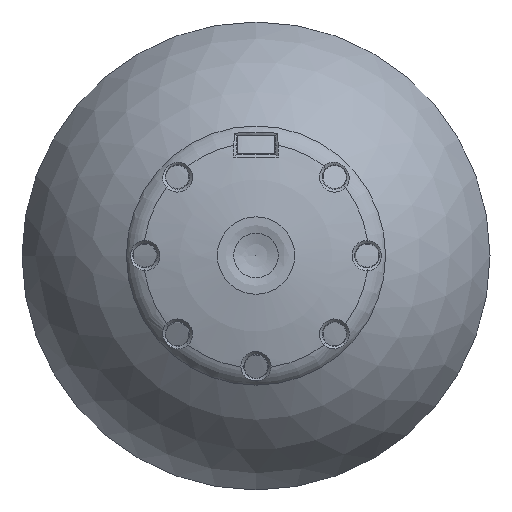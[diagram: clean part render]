
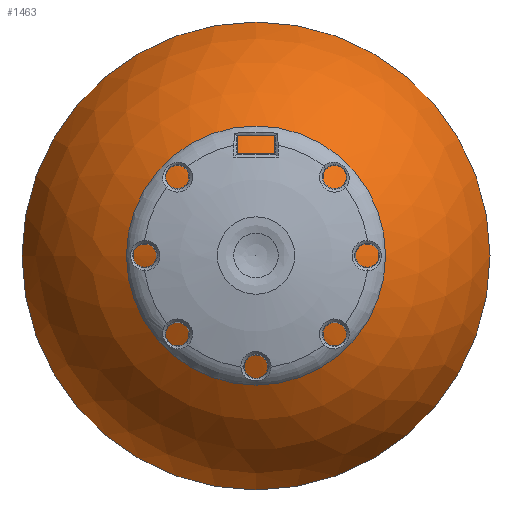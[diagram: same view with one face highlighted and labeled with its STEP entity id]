
A CAD part, top view. The second image highlights one B-rep face of the part: STEP entity #1463.
In plain terms, the highlighted spherical face has radius 13.217 mm.
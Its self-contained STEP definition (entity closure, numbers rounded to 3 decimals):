
#37=SPHERICAL_SURFACE('',#1628,13.217);
#266=FACE_OUTER_BOUND('',#358,.T.);
#358=EDGE_LOOP('',(#1351,#1352,#1353,#1354,#1355));
#438=CIRCLE('',#1613,12.63);
#443=CIRCLE('',#1626,4.85);
#444=CIRCLE('',#1627,4.85);
#445=CIRCLE('',#1629,13.217);
#665=VERTEX_POINT('',#4654);
#668=VERTEX_POINT('',#4670);
#669=VERTEX_POINT('',#4672);
#891=EDGE_CURVE('',#665,#665,#438,.T.);
#897=EDGE_CURVE('',#669,#668,#443,.T.);
#898=EDGE_CURVE('',#668,#669,#444,.T.);
#899=EDGE_CURVE('',#669,#665,#445,.T.);
#1351=ORIENTED_EDGE('',*,*,#897,.T.);
#1352=ORIENTED_EDGE('',*,*,#898,.T.);
#1353=ORIENTED_EDGE('',*,*,#899,.T.);
#1354=ORIENTED_EDGE('',*,*,#891,.F.);
#1355=ORIENTED_EDGE('',*,*,#899,.F.);
#1463=ADVANCED_FACE('',(#266),#37,.T.);
#1613=AXIS2_PLACEMENT_3D('',#4655,#1962,#1963);
#1626=AXIS2_PLACEMENT_3D('',#4673,#1989,#1990);
#1627=AXIS2_PLACEMENT_3D('',#4674,#1991,#1992);
#1628=AXIS2_PLACEMENT_3D('',#4675,#1993,#1994);
#1629=AXIS2_PLACEMENT_3D('',#4676,#1995,#1996);
#1962=DIRECTION('center_axis',(0.,0.,-1.));
#1963=DIRECTION('ref_axis',(0.,-1.,0.));
#1989=DIRECTION('center_axis',(0.,0.,-1.));
#1990=DIRECTION('ref_axis',(-1.,0.,0.));
#1991=DIRECTION('center_axis',(0.,0.,-1.));
#1992=DIRECTION('ref_axis',(-1.,0.,0.));
#1993=DIRECTION('center_axis',(0.,0.,1.));
#1994=DIRECTION('ref_axis',(1.,0.,0.));
#1995=DIRECTION('center_axis',(0.,-1.,0.));
#1996=DIRECTION('ref_axis',(-1.,0.,0.));
#4654=CARTESIAN_POINT('',(-12.63,0.,9.4));
#4655=CARTESIAN_POINT('Origin',(0.,0.,
9.4));
#4670=CARTESIAN_POINT('',(4.85,0.,17.8));
#4672=CARTESIAN_POINT('',(-4.85,0.,17.8));
#4673=CARTESIAN_POINT('Origin',(0.,0.,17.8));
#4674=CARTESIAN_POINT('Origin',(0.,0.,17.8));
#4675=CARTESIAN_POINT('Origin',(0.,0.,
5.505));
#4676=CARTESIAN_POINT('Origin',(0.,0.,
5.505));
